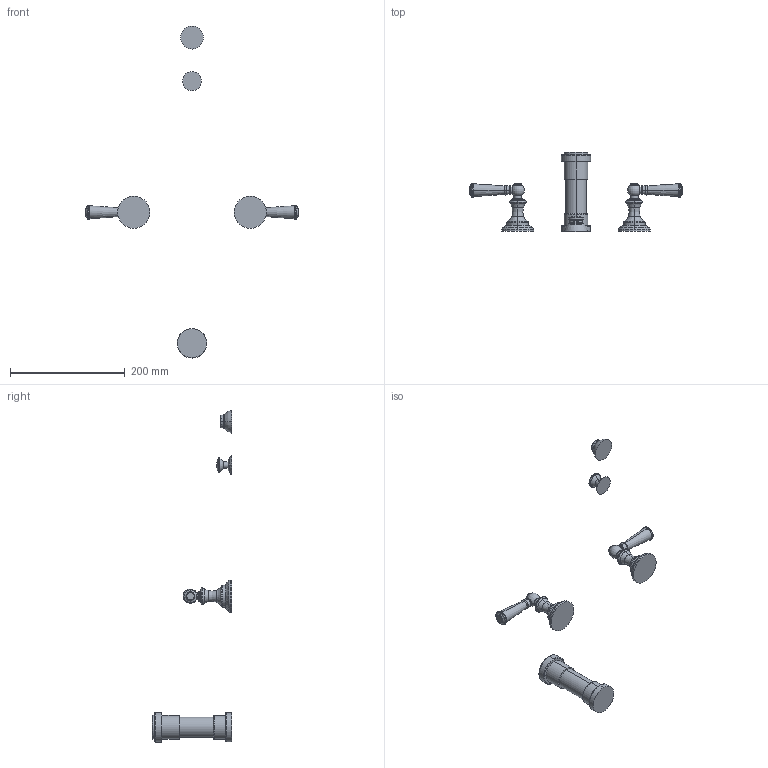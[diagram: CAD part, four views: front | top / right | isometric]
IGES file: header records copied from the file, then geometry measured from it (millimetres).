
Start section:  PTC IGES file: 2459.igs
Global section: file name: 2459.igs; native system: Creo Parametric by PTC Inc.; preprocessor: 2018400; author: jinson.thomas; organization: Unknown; date: 20210129.110735; units: inch
Bounding box: 370.84 x 138.3 x 579.07 mm (x, y, z)
Volume: 349113 mm3; surface area: 64295.9 mm2
Topology: 5 solids, 5 shells, 269 faces, 576 edges, 345 vertices
Faces by surface type: revolution 202, bspline 67
